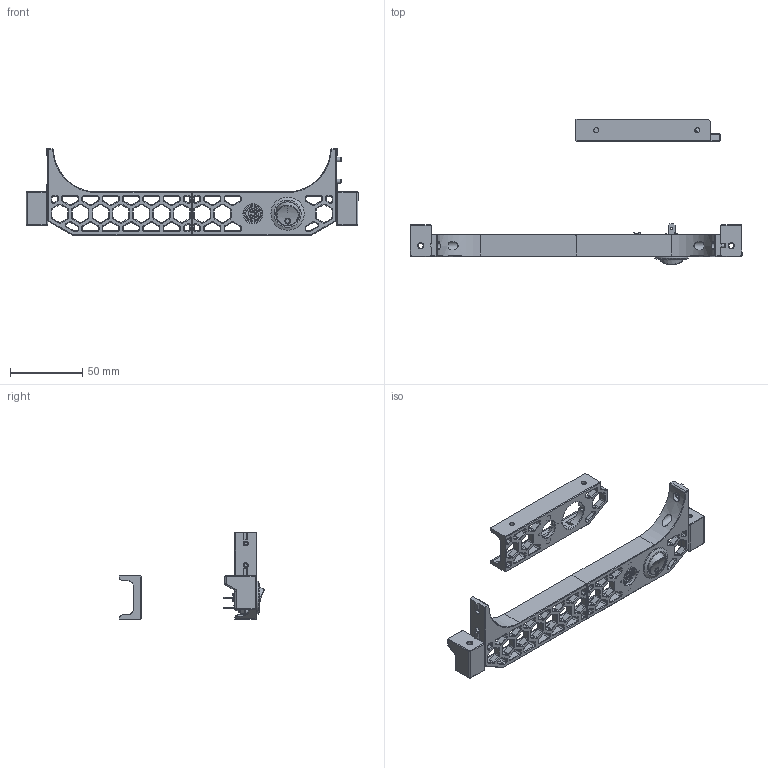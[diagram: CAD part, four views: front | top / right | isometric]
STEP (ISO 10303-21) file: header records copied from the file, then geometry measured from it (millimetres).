
FILE_DESCRIPTION(/* description */ (''),/* implementation_level */ '2;1');
FILE_NAME(/* name */ 'v0-dc-inlet.step',/* time_stamp */ '2021-03-27T20:08:18-07:00',/* author */ (''),/* organization */ (''),/* preprocessor_version */ 'ST-DEVELOPER v18.1',/* originating_system */ 'Autodesk Translation Framework v9.10.0.1330',/* authorisation */ '');
FILE_SCHEMA (('AUTOMOTIVE_DESIGN { 1 0 10303 214 3 1 1 }'));
Products named in the file (12): Rear skirt; Rear skirt_1; Rear inlet skirt; KPJX-PM-4S_rC; Inlet bracket; M2x10 self tapping screw for plastic; Skirt; 471002268142_Download_STP_471002268142_rev1 v1; Frame; Actuator; M3x6 BHCS; Side inlet skirt
Assembly tree (15 placements, depth 3):
  Rear skirt
    Rear skirt_1
    Rear inlet skirt
      KPJX-PM-4S_rC
      Inlet bracket
      M2x10 self tapping screw for plastic  x4
      Skirt
    471002268142_Download_STP_471002268142_rev1 v1
      Frame
      Actuator
    M3x6 BHCS  x2
    Side inlet skirt
Bounding box: 230 x 100.5 x 60 mm (x, y, z)
Volume: 66045.3 mm3; surface area: 47510.9 mm2
Topology: 17 solids, 17 shells, 2484 faces, 6210 edges, 3723 vertices
Faces by surface type: plane 1041, cylinder 564, cone 520, bspline 343, torus 10, sphere 6
Full cylindrical faces by diameter (mm): 1.28 x44, 1.4 x2, 1.5 x4, 1.6 x6, 1.7 x4, 1.8 x2, 2.1 x2, 2.2 x36, 2.3 x2, 2.4 x2, 3 x2, 3.4 x8, 3.75 x4, 4 x2, 4.4 x4, 5.7 x2, 6 x2, 6.1 x4, 10 x1, 11.25 x1, 11.5 x1, 12.6 x1, 13 x2, 13.4 x1, 23 x1
Entity records: 104606 total; most frequent: CARTESIAN_POINT 52029, ORIENTED_EDGE 11088, DIRECTION 10337, EDGE_CURVE 5544, LINE 3527, VECTOR 3527, AXIS2_PLACEMENT_3D 3405, VERTEX_POINT 3326
